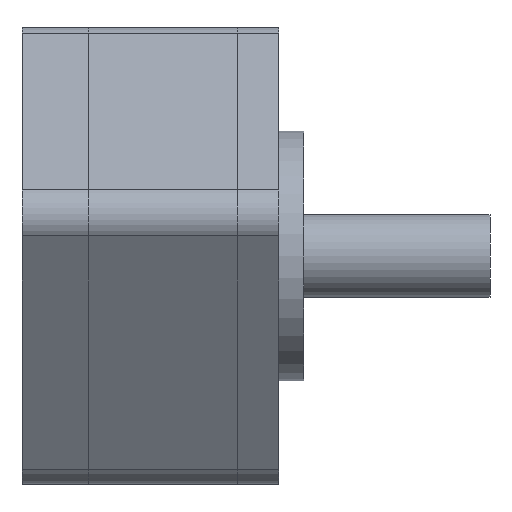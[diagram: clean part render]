
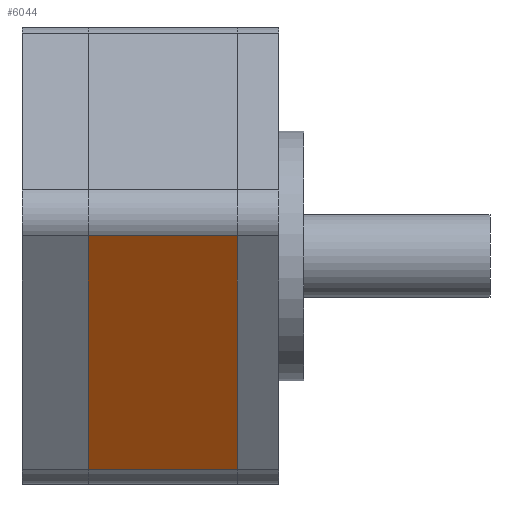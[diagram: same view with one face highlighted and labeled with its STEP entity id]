
A CAD part, left-side view. The second image highlights one B-rep face of the part: STEP entity #6044.
In plain terms, the highlighted face is planar.
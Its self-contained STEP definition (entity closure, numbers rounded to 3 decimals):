
#984 = ORIENTED_EDGE ( 'NONE', *, *, #15121, .T. ) ;
#1114 = CARTESIAN_POINT ( 'NONE',  ( 17., -21., 0. ) ) ;
#2585 = CARTESIAN_POINT ( 'NONE',  ( 0., -21., 18. ) ) ;
#2731 = VERTEX_POINT ( 'NONE', #10768 ) ;
#3846 = EDGE_CURVE ( 'NONE', #12087, #2731, #6206, .T. ) ;
#6044 = ADVANCED_FACE ( 'NONE', ( #8848 ), #30562, .T. ) ;
#6206 = LINE ( 'NONE', #23135, #21150 ) ;
#6848 = LINE ( 'NONE', #2585, #7448 ) ;
#7448 = VECTOR ( 'NONE', #19492, 1000. ) ;
#7844 = CARTESIAN_POINT ( 'NONE',  ( -17., -21., 0. ) ) ;
#8784 = DIRECTION ( 'NONE',  ( -1., 0., 0. ) ) ;
#8848 = FACE_OUTER_BOUND ( 'NONE', #36120, .T. ) ;
#8906 = AXIS2_PLACEMENT_3D ( 'NONE', #22671, #20066, #14544 ) ;
#10565 = EDGE_CURVE ( 'NONE', #29758, #2731, #24779, .T. ) ;
#10768 = CARTESIAN_POINT ( 'NONE',  ( -17., -21., 0. ) ) ;
#12022 = DIRECTION ( 'NONE',  ( 0., 0., 1. ) ) ;
#12087 = VERTEX_POINT ( 'NONE', #1114 ) ;
#13497 = CARTESIAN_POINT ( 'NONE',  ( 17., -21., 18. ) ) ;
#14045 = EDGE_CURVE ( 'NONE', #12087, #14721, #31906, .T. ) ;
#14243 = VECTOR ( 'NONE', #18876, 1000. ) ;
#14544 = DIRECTION ( 'NONE',  ( 0., 0., -1. ) ) ;
#14721 = VERTEX_POINT ( 'NONE', #13497 ) ;
#15121 = EDGE_CURVE ( 'NONE', #14721, #29758, #6848, .T. ) ;
#17726 = ORIENTED_EDGE ( 'NONE', *, *, #14045, .T. ) ;
#18876 = DIRECTION ( 'NONE',  ( 0., 0., -1. ) ) ;
#19492 = DIRECTION ( 'NONE',  ( -1., 0., 0. ) ) ;
#19978 = ORIENTED_EDGE ( 'NONE', *, *, #3846, .F. ) ;
#20066 = DIRECTION ( 'NONE',  ( 0., -1., 0. ) ) ;
#20210 = VECTOR ( 'NONE', #12022, 1000. ) ;
#21150 = VECTOR ( 'NONE', #8784, 1000. ) ;
#22671 = CARTESIAN_POINT ( 'NONE',  ( 0., -21., 18. ) ) ;
#23135 = CARTESIAN_POINT ( 'NONE',  ( 0., -21., 0. ) ) ;
#24779 = LINE ( 'NONE', #7844, #14243 ) ;
#27548 = CARTESIAN_POINT ( 'NONE',  ( -17., -21., 18. ) ) ;
#29758 = VERTEX_POINT ( 'NONE', #27548 ) ;
#30562 = PLANE ( 'NONE',  #8906 ) ;
#30838 = ORIENTED_EDGE ( 'NONE', *, *, #10565, .T. ) ;
#31906 = LINE ( 'NONE', #34303, #20210 ) ;
#34303 = CARTESIAN_POINT ( 'NONE',  ( 17., -21., 18. ) ) ;
#36120 = EDGE_LOOP ( 'NONE', ( #19978, #17726, #984, #30838 ) ) ;
